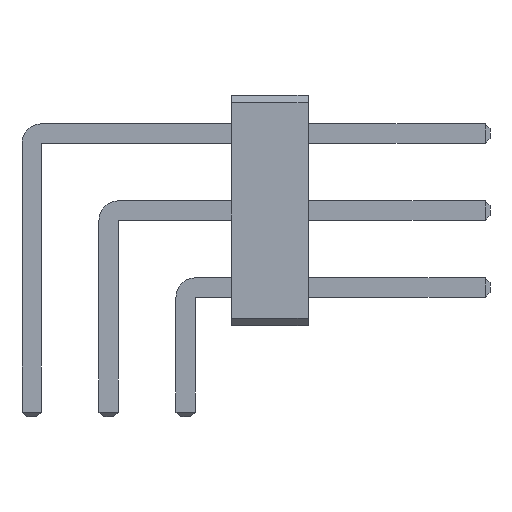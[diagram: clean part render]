
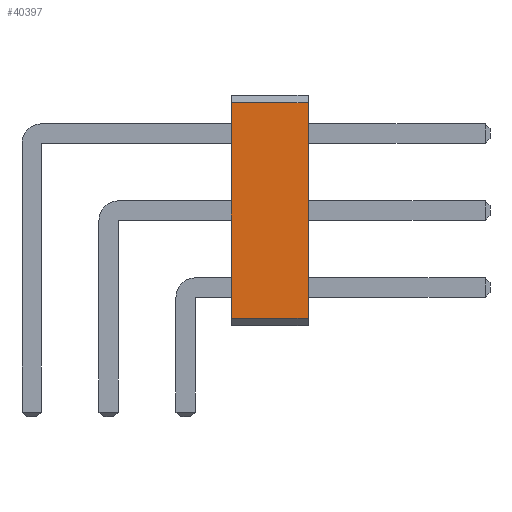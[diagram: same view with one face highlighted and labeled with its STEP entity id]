
A CAD part, front view. The second image highlights one B-rep face of the part: STEP entity #40397.
In plain terms, the highlighted planar face has unit normal (0, -1, 0).
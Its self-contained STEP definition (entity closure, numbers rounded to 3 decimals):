
#40397 = ADVANCED_FACE('',(#40398),#40432,.T.);
#40398 = FACE_BOUND('',#40399,.T.);
#40399 = EDGE_LOOP('',(#40400,#40410,#40418,#40426));
#40400 = ORIENTED_EDGE('',*,*,#40401,.T.);
#40401 = EDGE_CURVE('',#40402,#40404,#40406,.T.);
#40402 = VERTEX_POINT('',#40403);
#40403 = CARTESIAN_POINT('',(6.58,-52.07,0.254));
#40404 = VERTEX_POINT('',#40405);
#40405 = CARTESIAN_POINT('',(9.12,-52.07,0.254));
#40406 = LINE('',#40407,#40408);
#40407 = CARTESIAN_POINT('',(6.58,-52.07,0.254));
#40408 = VECTOR('',#40409,1.);
#40409 = DIRECTION('',(1.,0.,0.));
#40410 = ORIENTED_EDGE('',*,*,#40411,.T.);
#40411 = EDGE_CURVE('',#40404,#40412,#40414,.T.);
#40412 = VERTEX_POINT('',#40413);
#40413 = CARTESIAN_POINT('',(9.12,-52.07,7.366));
#40414 = LINE('',#40415,#40416);
#40415 = CARTESIAN_POINT('',(9.12,-52.07,0.254));
#40416 = VECTOR('',#40417,1.);
#40417 = DIRECTION('',(0.,0.,1.));
#40418 = ORIENTED_EDGE('',*,*,#40419,.F.);
#40419 = EDGE_CURVE('',#40420,#40412,#40422,.T.);
#40420 = VERTEX_POINT('',#40421);
#40421 = CARTESIAN_POINT('',(6.58,-52.07,7.366));
#40422 = LINE('',#40423,#40424);
#40423 = CARTESIAN_POINT('',(6.58,-52.07,7.366));
#40424 = VECTOR('',#40425,1.);
#40425 = DIRECTION('',(1.,0.,0.));
#40426 = ORIENTED_EDGE('',*,*,#40427,.F.);
#40427 = EDGE_CURVE('',#40402,#40420,#40428,.T.);
#40428 = LINE('',#40429,#40430);
#40429 = CARTESIAN_POINT('',(6.58,-52.07,0.254));
#40430 = VECTOR('',#40431,1.);
#40431 = DIRECTION('',(0.,0.,1.));
#40432 = PLANE('',#40433);
#40433 = AXIS2_PLACEMENT_3D('',#40434,#40435,#40436);
#40434 = CARTESIAN_POINT('',(6.58,-52.07,0.254));
#40435 = DIRECTION('',(0.,-1.,0.));
#40436 = DIRECTION('',(0.,0.,1.));
